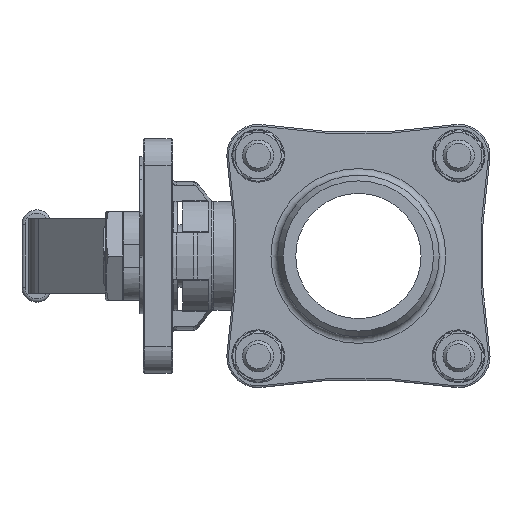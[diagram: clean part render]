
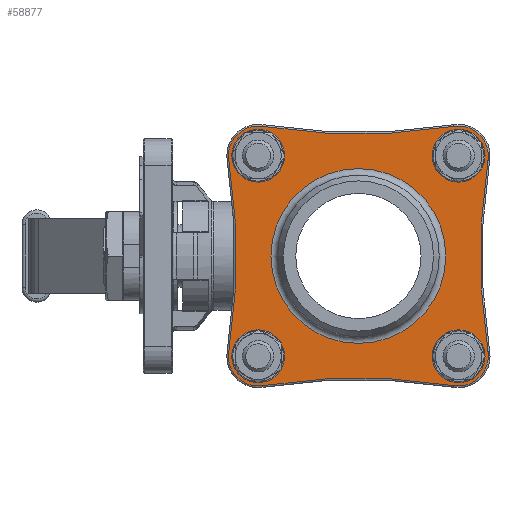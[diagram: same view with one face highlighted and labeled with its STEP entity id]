
A CAD part, left-side view. The second image highlights one B-rep face of the part: STEP entity #58877.
In plain terms, the highlighted planar face has unit normal (-1, 0, 0).
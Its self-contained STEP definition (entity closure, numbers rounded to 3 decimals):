
#958 = CIRCLE ( 'NONE', #46951, 184.439 ) ;
#1291 = EDGE_CURVE ( 'NONE', #20679, #20679, #7268, .T. ) ;
#1508 = CIRCLE ( 'NONE', #2202, 184.439 ) ;
#1704 = EDGE_CURVE ( 'NONE', #9894, #9853, #28345, .T. ) ;
#1907 = AXIS2_PLACEMENT_3D ( 'NONE', #32340, #32342, #32343 ) ;
#1939 = EDGE_CURVE ( 'NONE', #9873, #9847, #8908, .T. ) ;
#1992 = EDGE_CURVE ( 'NONE', #19740, #19740, #8438, .T. ) ;
#1997 = EDGE_CURVE ( 'NONE', #20724, #20724, #10885, .T. ) ;
#2131 = EDGE_CURVE ( 'NONE', #26467, #26467, #15797, .T. ) ;
#2202 = AXIS2_PLACEMENT_3D ( 'NONE', #34055, #34056, #34057 ) ;
#2645 = AXIS2_PLACEMENT_3D ( 'NONE', #32720, #32721, #32723 ) ;
#4688 = PLANE ( 'NONE',  #43156 ) ;
#4690 = CARTESIAN_POINT ( 'NONE',  ( -39., 0., 0. ) ) ;
#4692 = DIRECTION ( 'NONE',  ( -1., 0., 0. ) ) ;
#4694 = DIRECTION ( 'NONE',  ( 0., 0., -1. ) ) ;
#6444 = CARTESIAN_POINT ( 'NONE',  ( -39., 0., 0. ) ) ;
#6715 = DIRECTION ( 'NONE',  ( 1., 0., 0. ) ) ;
#7086 = DIRECTION ( 'NONE',  ( 0., 0., 1. ) ) ;
#7268 = CIRCLE ( 'NONE', #24904, 8. ) ;
#8438 = CIRCLE ( 'NONE', #42680, 8. ) ;
#8504 = FACE_BOUND ( 'NONE', #48146, .T. ) ;
#8505 = ORIENTED_EDGE ( 'NONE', *, *, #36889, .T. ) ;
#8553 = ORIENTED_EDGE ( 'NONE', *, *, #1704, .T. ) ;
#8571 = ORIENTED_EDGE ( 'NONE', *, *, #1992, .F. ) ;
#8606 = ORIENTED_EDGE ( 'NONE', *, *, #36641, .T. ) ;
#8683 = ORIENTED_EDGE ( 'NONE', *, *, #37045, .T. ) ;
#8741 = ORIENTED_EDGE ( 'NONE', *, *, #1997, .F. ) ;
#8853 = ORIENTED_EDGE ( 'NONE', *, *, #1291, .F. ) ;
#8908 = CIRCLE ( 'NONE', #42931, 184.439 ) ;
#9478 = EDGE_LOOP ( 'NONE', ( #14130 ) ) ;
#9540 = EDGE_LOOP ( 'NONE', ( #8741 ) ) ;
#9797 = VERTEX_POINT ( 'NONE', #21325 ) ;
#9821 = VERTEX_POINT ( 'NONE', #21333 ) ;
#9831 = VERTEX_POINT ( 'NONE', #21340 ) ;
#9843 = DIRECTION ( 'NONE',  ( -1., 0., 0. ) ) ;
#9847 = VERTEX_POINT ( 'NONE', #21346 ) ;
#9853 = VERTEX_POINT ( 'NONE', #21347 ) ;
#9873 = VERTEX_POINT ( 'NONE', #21354 ) ;
#9886 = VERTEX_POINT ( 'NONE', #21358 ) ;
#9894 = VERTEX_POINT ( 'NONE', #21359 ) ;
#10014 = FACE_BOUND ( 'NONE', #48148, .T. ) ;
#10094 = FACE_BOUND ( 'NONE', #9478, .T. ) ;
#10113 = FACE_OUTER_BOUND ( 'NONE', #48141, .T. ) ;
#10178 = CARTESIAN_POINT ( 'NONE',  ( -39., 30.406, -30.406 ) ) ;
#10630 = DIRECTION ( 'NONE',  ( 0., 0., 1. ) ) ;
#10780 = FACE_BOUND ( 'NONE', #48163, .T. ) ;
#10885 = CIRCLE ( 'NONE', #42877, 8. ) ;
#11263 = FACE_BOUND ( 'NONE', #9540, .T. ) ;
#13894 = AXIS2_PLACEMENT_3D ( 'NONE', #32139, #32141, #32142 ) ;
#13949 = DIRECTION ( 'NONE',  ( 0., 0., 1. ) ) ;
#13955 = DIRECTION ( 'NONE',  ( 0., -1., 0. ) ) ;
#13961 = DIRECTION ( 'NONE',  ( 0., 0., -1. ) ) ;
#14045 = DIRECTION ( 'NONE',  ( -1., 0., 0. ) ) ;
#14130 = ORIENTED_EDGE ( 'NONE', *, *, #36550, .F. ) ;
#14204 = ORIENTED_EDGE ( 'NONE', *, *, #37087, .T. ) ;
#14380 = ORIENTED_EDGE ( 'NONE', *, *, #1939, .T. ) ;
#14437 = ORIENTED_EDGE ( 'NONE', *, *, #2131, .T. ) ;
#14483 = ORIENTED_EDGE ( 'NONE', *, *, #37180, .T. ) ;
#14493 = ORIENTED_EDGE ( 'NONE', *, *, #36809, .T. ) ;
#14830 = CARTESIAN_POINT ( 'NONE',  ( -39., -30.406, 30.406 ) ) ;
#15230 = DIRECTION ( 'NONE',  ( -1., 0., 0. ) ) ;
#15380 = DIRECTION ( 'NONE',  ( 1., 0., 0. ) ) ;
#15387 = CARTESIAN_POINT ( 'NONE',  ( -39., 30.406, 30.406 ) ) ;
#15461 = CARTESIAN_POINT ( 'NONE',  ( -39., 0., 221.44 ) ) ;
#15797 = CIRCLE ( 'NONE', #37214, 26.5 ) ;
#16513 = CIRCLE ( 'NONE', #49389, 184.439 ) ;
#16679 = CIRCLE ( 'NONE', #1907, 9. ) ;
#18598 = CIRCLE ( 'NONE', #2645, 9. ) ;
#19740 = VERTEX_POINT ( 'NONE', #27755 ) ;
#20679 = VERTEX_POINT ( 'NONE', #27747 ) ;
#20724 = VERTEX_POINT ( 'NONE', #27756 ) ;
#21325 = CARTESIAN_POINT ( 'NONE',  ( -39., -39.294, 28.991 ) ) ;
#21333 = CARTESIAN_POINT ( 'NONE',  ( -39., -28.991, -39.294 ) ) ;
#21340 = CARTESIAN_POINT ( 'NONE',  ( -39., 39.294, 28.991 ) ) ;
#21346 = CARTESIAN_POINT ( 'NONE',  ( -39., 28.991, 39.294 ) ) ;
#21347 = CARTESIAN_POINT ( 'NONE',  ( -39., 28.991, -39.294 ) ) ;
#21354 = CARTESIAN_POINT ( 'NONE',  ( -39., -28.991, 39.294 ) ) ;
#21358 = CARTESIAN_POINT ( 'NONE',  ( -39., -39.294, -28.991 ) ) ;
#21359 = CARTESIAN_POINT ( 'NONE',  ( -39., 39.294, -28.991 ) ) ;
#24904 = AXIS2_PLACEMENT_3D ( 'NONE', #10178, #9843, #10630 ) ;
#26467 = VERTEX_POINT ( 'NONE', #27762 ) ;
#26580 = VERTEX_POINT ( 'NONE', #27803 ) ;
#27747 = CARTESIAN_POINT ( 'NONE',  ( -39., 30.406, -22.406 ) ) ;
#27755 = CARTESIAN_POINT ( 'NONE',  ( -39., -30.406, 22.406 ) ) ;
#27756 = CARTESIAN_POINT ( 'NONE',  ( -39., 22.406, 30.406 ) ) ;
#27762 = CARTESIAN_POINT ( 'NONE',  ( -39., 0., 26.5 ) ) ;
#27803 = CARTESIAN_POINT ( 'NONE',  ( -39., -22.406, -30.406 ) ) ;
#28345 = CIRCLE ( 'NONE', #49615, 9. ) ;
#28379 = CIRCLE ( 'NONE', #49344, 9. ) ;
#30316 = CIRCLE ( 'NONE', #13894, 8. ) ;
#32139 = CARTESIAN_POINT ( 'NONE',  ( -39., -30.406, -30.406 ) ) ;
#32141 = DIRECTION ( 'NONE',  ( -1., 0., 0. ) ) ;
#32142 = DIRECTION ( 'NONE',  ( 0., 1., 0. ) ) ;
#32340 = CARTESIAN_POINT ( 'NONE',  ( -39., 30.406, 30.406 ) ) ;
#32342 = DIRECTION ( 'NONE',  ( -1., 0., 0. ) ) ;
#32343 = DIRECTION ( 'NONE',  ( 0., 0., 1. ) ) ;
#32720 = CARTESIAN_POINT ( 'NONE',  ( -39., -30.406, -30.406 ) ) ;
#32721 = DIRECTION ( 'NONE',  ( -1., 0., 0. ) ) ;
#32723 = DIRECTION ( 'NONE',  ( 0., 0., 1. ) ) ;
#32851 = CARTESIAN_POINT ( 'NONE',  ( -39., -30.406, 30.406 ) ) ;
#32852 = DIRECTION ( 'NONE',  ( -1., 0., 0. ) ) ;
#32853 = DIRECTION ( 'NONE',  ( 0., 0., 1. ) ) ;
#34007 = CARTESIAN_POINT ( 'NONE',  ( -39., -221.44, 0. ) ) ;
#34008 = DIRECTION ( 'NONE',  ( 1., 0., 0. ) ) ;
#34009 = DIRECTION ( 'NONE',  ( 0., 0., 1. ) ) ;
#34055 = CARTESIAN_POINT ( 'NONE',  ( -39., 0., -221.44 ) ) ;
#34056 = DIRECTION ( 'NONE',  ( 1., 0., 0. ) ) ;
#34057 = DIRECTION ( 'NONE',  ( 0., 0., 1. ) ) ;
#34295 = CARTESIAN_POINT ( 'NONE',  ( -39., 221.44, 0. ) ) ;
#34296 = DIRECTION ( 'NONE',  ( 1., 0., 0. ) ) ;
#34297 = DIRECTION ( 'NONE',  ( 0., 0., 1. ) ) ;
#36550 = EDGE_CURVE ( 'NONE', #26580, #26580, #30316, .T. ) ;
#36641 = EDGE_CURVE ( 'NONE', #9847, #9831, #16679, .T. ) ;
#36809 = EDGE_CURVE ( 'NONE', #9821, #9886, #18598, .T. ) ;
#36889 = EDGE_CURVE ( 'NONE', #9797, #9873, #28379, .T. ) ;
#37045 = EDGE_CURVE ( 'NONE', #9886, #9797, #958, .T. ) ;
#37087 = EDGE_CURVE ( 'NONE', #9853, #9821, #1508, .T. ) ;
#37180 = EDGE_CURVE ( 'NONE', #9831, #9894, #16513, .T. ) ;
#37214 = AXIS2_PLACEMENT_3D ( 'NONE', #6444, #6715, #7086 ) ;
#42680 = AXIS2_PLACEMENT_3D ( 'NONE', #14830, #15230, #13961 ) ;
#42877 = AXIS2_PLACEMENT_3D ( 'NONE', #15387, #14045, #13955 ) ;
#42931 = AXIS2_PLACEMENT_3D ( 'NONE', #15461, #15380, #13949 ) ;
#43156 = AXIS2_PLACEMENT_3D ( 'NONE', #4690, #4692, #4694 ) ;
#46951 = AXIS2_PLACEMENT_3D ( 'NONE', #34007, #34008, #34009 ) ;
#48141 = EDGE_LOOP ( 'NONE', ( #14380, #8606, #14483, #8553, #14204, #14493, #8683, #8505 ) ) ;
#48146 = EDGE_LOOP ( 'NONE', ( #14437 ) ) ;
#48148 = EDGE_LOOP ( 'NONE', ( #8853 ) ) ;
#48163 = EDGE_LOOP ( 'NONE', ( #8571 ) ) ;
#49344 = AXIS2_PLACEMENT_3D ( 'NONE', #32851, #32852, #32853 ) ;
#49389 = AXIS2_PLACEMENT_3D ( 'NONE', #34295, #34296, #34297 ) ;
#49615 = AXIS2_PLACEMENT_3D ( 'NONE', #59072, #58828, #59021 ) ;
#58828 = DIRECTION ( 'NONE',  ( -1., 0., 0. ) ) ;
#58877 = ADVANCED_FACE ( 'NONE', ( #10780, #10014, #8504, #10113, #10094, #11263 ), #4688, .T. ) ;
#59021 = DIRECTION ( 'NONE',  ( 0., 0., 1. ) ) ;
#59072 = CARTESIAN_POINT ( 'NONE',  ( -39., 30.406, -30.406 ) ) ;
